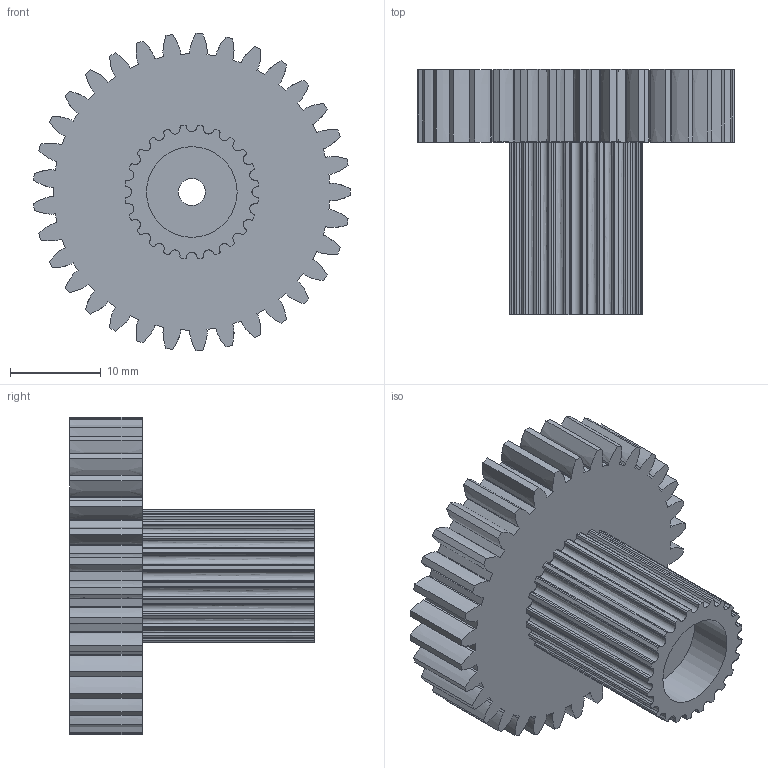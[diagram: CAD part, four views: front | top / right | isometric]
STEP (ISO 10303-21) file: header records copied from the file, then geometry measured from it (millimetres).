
FILE_DESCRIPTION(('FreeCAD Model'),'2;1');
FILE_NAME('Open CASCADE Shape Model','2023-02-20T21:07:52',(''),(''), 'Open CASCADE STEP processor 7.6','FreeCAD','Unknown');
FILE_SCHEMA(('AUTOMOTIVE_DESIGN { 1 0 10303 214 1 1 1 1 }'));
Length unit declared in the file: millimetre
Products named in the file (1): вторая промежуточная шестерня
Bounding box: 34.95 x 27 x 34.99 mm (x, y, z)
Volume: 8782.8 mm3; surface area: 5099.1 mm2
Topology: 1 solids, 1 shells, 350 faces, 1035 edges, 690 vertices
Faces by surface type: extrusion 332, plane 9, cylinder 9
Full cylindrical faces by diameter (mm): 3 x1, 10 x2
Entity records: 25952 total; most frequent: CARTESIAN_POINT 8536, DIRECTION 2155, VECTOR 2073, ORIENTED_EDGE 2070, PCURVE 2070, DEFINITIONAL_REPRESENTATION 2070, LINE 1741, EDGE_CURVE 1035
